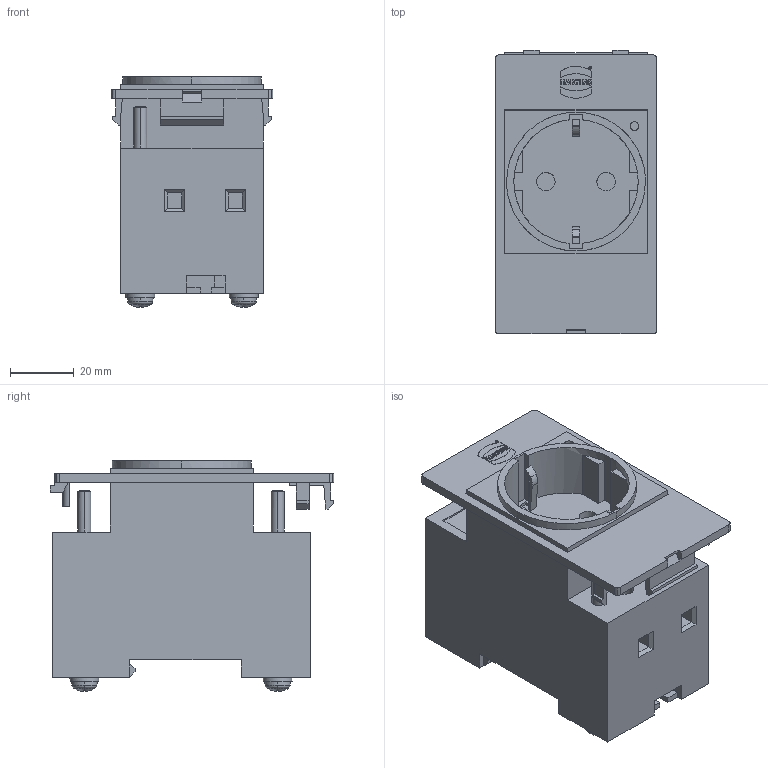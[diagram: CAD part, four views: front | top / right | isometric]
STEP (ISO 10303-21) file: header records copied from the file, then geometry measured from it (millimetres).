
FILE_DESCRIPTION(( 'HARTING HARTING HARTING HARTING HARTING HARTING HARTING HARTING HARTING', 'This Document is valid for Parts No. 39 50 001 0002'),'2;1');
FILE_NAME('MD_39500010002_R414046.stp', '2011-02-03T11:47:18',('ITIS-4b'),('HARTING KGaA, D-32339 Espelkamp'), 'I-DEAS Master Series 10','HP-UNIX','Yes');
FILE_SCHEMA(('AUTOMOTIVE_DESIGN { 1 0 10303 214 1 1 1 1 }'));
Length unit declared in the file: millimetre
Products named in the file (1): MD 39 50 001 0002
Bounding box: 50.7 x 89 x 72.27 mm (x, y, z)
Volume: 180684.7 mm3; surface area: 36123.8 mm2
Topology: 2 solids, 2 shells, 472 faces, 1231 edges, 800 vertices
Faces by surface type: bspline 472
Entity records: 16003 total; most frequent: CARTESIAN_POINT 8415, ORIENTED_EDGE 2446, EDGE_CURVE 1223, VERTEX_POINT 800, QUASI_UNIFORM_CURVE 751, EDGE_LOOP 519, FACE_OUTER_BOUND 472, ADVANCED_FACE 472
